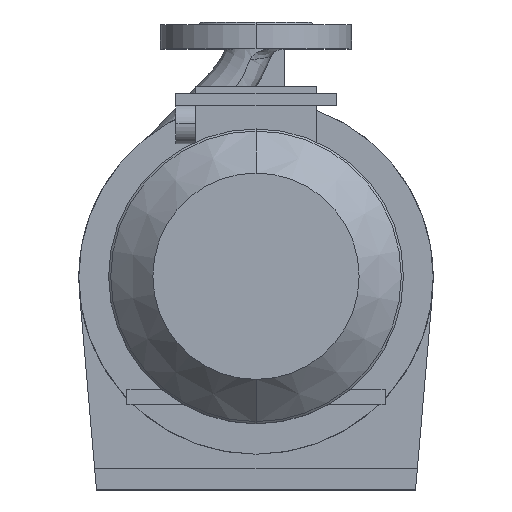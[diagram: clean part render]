
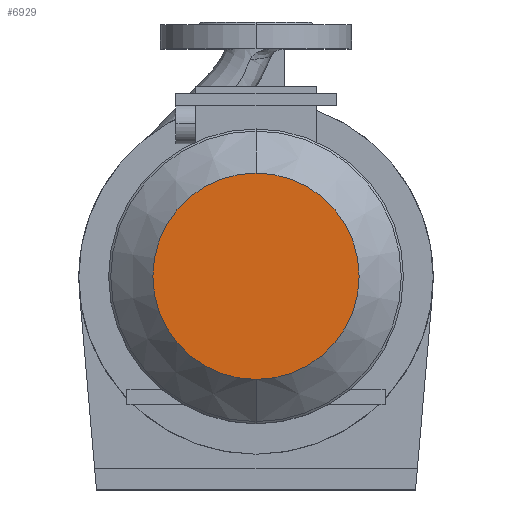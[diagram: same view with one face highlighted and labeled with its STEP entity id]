
A CAD part, top view. The second image highlights one B-rep face of the part: STEP entity #6929.
In plain terms, the highlighted planar face has unit normal (0, 0, 1).
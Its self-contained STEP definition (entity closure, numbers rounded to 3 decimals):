
#1175 = CIRCLE ( 'NONE', #6832, 72.765 ) ;
#1421 = CIRCLE ( 'NONE', #9007, 72.765 ) ;
#3746 = AXIS2_PLACEMENT_3D ( 'NONE', #7496, #7497, #7498 ) ;
#4096 = VERTEX_POINT ( 'NONE', #5424 ) ;
#4100 = VERTEX_POINT ( 'NONE', #5270 ) ;
#4820 = ORIENTED_EDGE ( 'NONE', *, *, #5628, .F. ) ;
#4821 = ORIENTED_EDGE ( 'NONE', *, *, #6490, .F. ) ;
#4923 = EDGE_LOOP ( 'NONE', ( #4820, #4821 ) ) ;
#5270 = CARTESIAN_POINT ( 'NONE',  ( 0., 72.765, 439.6 ) ) ;
#5424 = CARTESIAN_POINT ( 'NONE',  ( 0., -72.765, 439.6 ) ) ;
#5628 = EDGE_CURVE ( 'NONE', #4096, #4100, #1175, .T. ) ;
#6490 = EDGE_CURVE ( 'NONE', #4100, #4096, #1421, .T. ) ;
#6563 = DIRECTION ( 'NONE',  ( 0., -1., 0. ) ) ;
#6564 = DIRECTION ( 'NONE',  ( 0., 0., -1. ) ) ;
#6565 = CARTESIAN_POINT ( 'NONE',  ( 0., 0., 439.6 ) ) ;
#6832 = AXIS2_PLACEMENT_3D ( 'NONE', #6565, #6564, #6563 ) ;
#6929 = ADVANCED_FACE ( 'NONE', ( #9327 ), #7488, .F. ) ;
#7488 = PLANE ( 'NONE',  #3746 ) ;
#7496 = CARTESIAN_POINT ( 'NONE',  ( 0., 0., 439.6 ) ) ;
#7497 = DIRECTION ( 'NONE',  ( 0., 0., -1. ) ) ;
#7498 = DIRECTION ( 'NONE',  ( 0., -1., 0. ) ) ;
#9007 = AXIS2_PLACEMENT_3D ( 'NONE', #12401, #12402, #12403 ) ;
#9327 = FACE_OUTER_BOUND ( 'NONE', #4923, .T. ) ;
#12401 = CARTESIAN_POINT ( 'NONE',  ( 0., 0., 439.6 ) ) ;
#12402 = DIRECTION ( 'NONE',  ( 0., 0., -1. ) ) ;
#12403 = DIRECTION ( 'NONE',  ( 0., -1., 0. ) ) ;
